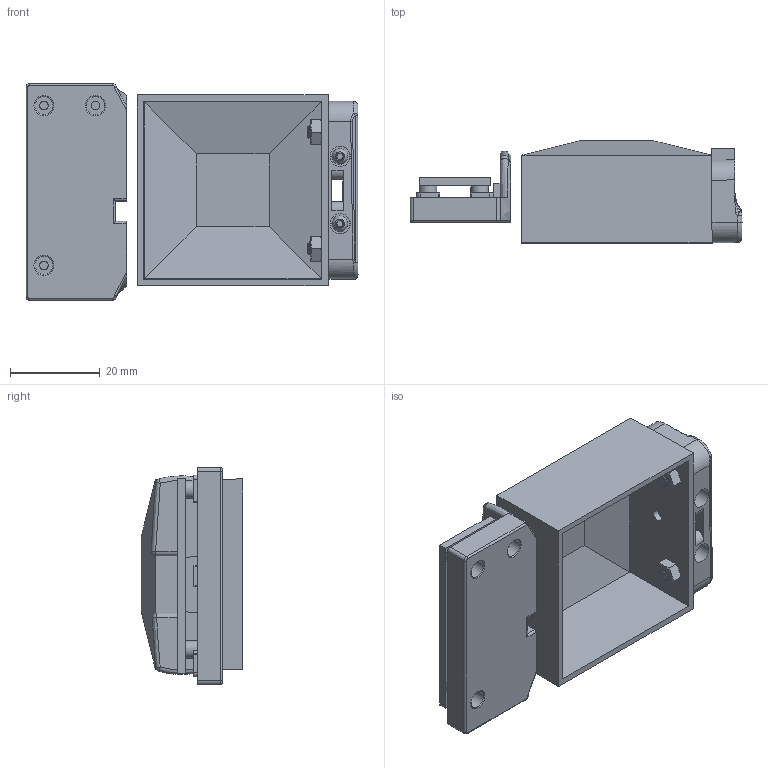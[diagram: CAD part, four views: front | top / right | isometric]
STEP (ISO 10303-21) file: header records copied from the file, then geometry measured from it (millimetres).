
FILE_DESCRIPTION(/* description */ (''),/* implementation_level */ '2;1');
FILE_NAME(/* name */ 'Gimbal Brackets v17.step',/* time_stamp */ '2017-04-28T14:06:53-07:00',/* author */ (''),/* organization */ (''),/* preprocessor_version */ 'ST-DEVELOPER v16.13',/* originating_system */ 'Autodesk Translation Framework v6.1.1.50',/* authorisation */ '');
FILE_SCHEMA (('AUTOMOTIVE_DESIGN { 1 0 10303 214 3 1 1 }'));
Length unit declared in the file: millimetre
Products named in the file (7): Gimbal Brackets v17; Crazyfire HZ-100P Housing v4; Feiyu Gimbal Mount Standin v2; 91239A706; 92497A200; 92095A181; LIDAR-Lite_Cover_RevC v1
Assembly tree (9 placements, depth 2):
  Gimbal Brackets v17
    Crazyfire HZ-100P Housing v4
    Feiyu Gimbal Mount Standin v2
    91239A706  x2
    92095A181  x2
    92497A200  x2
    LIDAR-Lite_Cover_RevC v1
Bounding box: 73.96 x 22.7 x 48.26 mm (x, y, z)
Volume: 17315.7 mm3; surface area: 19716.2 mm2
Topology: 11 solids, 11 shells, 447 faces, 1084 edges, 672 vertices
Faces by surface type: plane 211, cylinder 102, bspline 61, cone 60, sphere 10, torus 3
Full cylindrical faces by diameter (mm): 1.93 x3, 1.95 x1, 2.5 x6, 3 x2, 3.5 x2, 3.912 x3, 4.064 x3, 4.5 x2, 5.7 x2, 6.25 x2
Entity records: 19970 total; most frequent: CARTESIAN_POINT 11383, ORIENTED_EDGE 1746, DIRECTION 1719, EDGE_CURVE 873, AXIS2_PLACEMENT_3D 622, VERTEX_POINT 562, LINE 475, VECTOR 475
